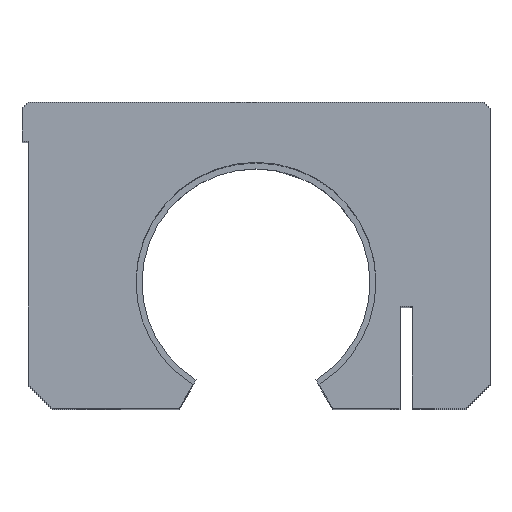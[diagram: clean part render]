
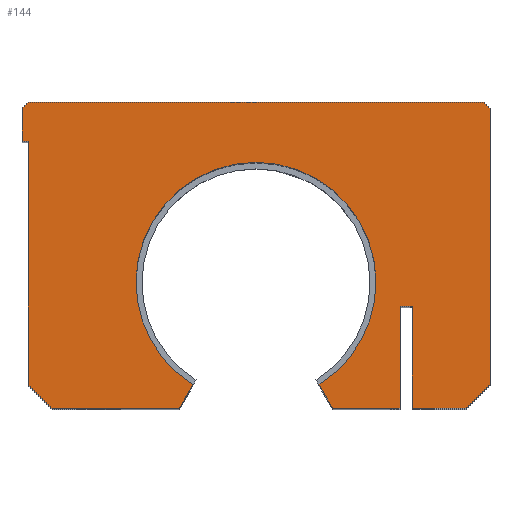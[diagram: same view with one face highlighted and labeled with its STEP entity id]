
A CAD part, top view. The second image highlights one B-rep face of the part: STEP entity #144.
In plain terms, the highlighted planar face has unit normal (0, 0, 1).
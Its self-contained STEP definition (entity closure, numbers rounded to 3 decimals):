
#144 = ADVANCED_FACE( '', ( #346 ), #347, .T. );
#346 = FACE_OUTER_BOUND( '', #627, .T. );
#347 = PLANE( '', #628 );
#627 = EDGE_LOOP( '', ( #1009, #1010, #1011, #1012, #1013, #1014, #1015, #1016, #1017, #1018, #1019, #1020, #1021, #1022, #1023, #1024, #1025, #1026 ) );
#628 = AXIS2_PLACEMENT_3D( '', #1027, #1028, #1029 );
#1009 = ORIENTED_EDGE( '', *, *, #1627, .T. );
#1010 = ORIENTED_EDGE( '', *, *, #1628, .F. );
#1011 = ORIENTED_EDGE( '', *, *, #1629, .T. );
#1012 = ORIENTED_EDGE( '', *, *, #1603, .T. );
#1013 = ORIENTED_EDGE( '', *, *, #1630, .T. );
#1014 = ORIENTED_EDGE( '', *, *, #1631, .F. );
#1015 = ORIENTED_EDGE( '', *, *, #1632, .T. );
#1016 = ORIENTED_EDGE( '', *, *, #1633, .T. );
#1017 = ORIENTED_EDGE( '', *, *, #1634, .T. );
#1018 = ORIENTED_EDGE( '', *, *, #1635, .T. );
#1019 = ORIENTED_EDGE( '', *, *, #1636, .T. );
#1020 = ORIENTED_EDGE( '', *, *, #1563, .T. );
#1021 = ORIENTED_EDGE( '', *, *, #1637, .T. );
#1022 = ORIENTED_EDGE( '', *, *, #1638, .T. );
#1023 = ORIENTED_EDGE( '', *, *, #1639, .T. );
#1024 = ORIENTED_EDGE( '', *, *, #1534, .T. );
#1025 = ORIENTED_EDGE( '', *, *, #1593, .T. );
#1026 = ORIENTED_EDGE( '', *, *, #1640, .F. );
#1027 = CARTESIAN_POINT( '', ( 0., 0., 130. ) );
#1028 = DIRECTION( '', ( 0., 0., 1. ) );
#1029 = DIRECTION( '', ( 1., 0., 0. ) );
#1534 = EDGE_CURVE( '', #1810, #1808, #1811, .T. );
#1563 = EDGE_CURVE( '', #1861, #1859, #1862, .T. );
#1593 = EDGE_CURVE( '', #1808, #1909, #1912, .T. );
#1603 = EDGE_CURVE( '', #1928, #1926, #1929, .T. );
#1627 = EDGE_CURVE( '', #1965, #1966, #1967, .T. );
#1628 = EDGE_CURVE( '', #1968, #1966, #1969, .T. );
#1629 = EDGE_CURVE( '', #1968, #1928, #1970, .T. );
#1630 = EDGE_CURVE( '', #1926, #1971, #1972, .T. );
#1631 = EDGE_CURVE( '', #1973, #1971, #1974, .T. );
#1632 = EDGE_CURVE( '', #1973, #1975, #1976, .T. );
#1633 = EDGE_CURVE( '', #1975, #1977, #1978, .T. );
#1634 = EDGE_CURVE( '', #1977, #1979, #1980, .T. );
#1635 = EDGE_CURVE( '', #1979, #1981, #1982, .T. );
#1636 = EDGE_CURVE( '', #1981, #1861, #1983, .T. );
#1637 = EDGE_CURVE( '', #1859, #1984, #1985, .T. );
#1638 = EDGE_CURVE( '', #1984, #1986, #1987, .T. );
#1639 = EDGE_CURVE( '', #1986, #1810, #1988, .T. );
#1640 = EDGE_CURVE( '', #1965, #1909, #1989, .T. );
#1808 = VERTEX_POINT( '', #2272 );
#1810 = VERTEX_POINT( '', #2275 );
#1811 = LINE( '', #2276, #2277 );
#1859 = VERTEX_POINT( '', #2342 );
#1861 = VERTEX_POINT( '', #2345 );
#1862 = LINE( '', #2346, #2347 );
#1909 = VERTEX_POINT( '', #2406 );
#1912 = LINE( '', #2410, #2411 );
#1926 = VERTEX_POINT( '', #2430 );
#1928 = VERTEX_POINT( '', #2433 );
#1929 = LINE( '', #2434, #2435 );
#1965 = VERTEX_POINT( '', #2484 );
#1966 = VERTEX_POINT( '', #2485 );
#1967 = CIRCLE( '', #2486, 20. );
#1968 = VERTEX_POINT( '', #2487 );
#1969 = LINE( '', #2488, #2489 );
#1970 = LINE( '', #2490, #2491 );
#1971 = VERTEX_POINT( '', #2492 );
#1972 = LINE( '', #2493, #2494 );
#1973 = VERTEX_POINT( '', #2495 );
#1974 = LINE( '', #2496, #2497 );
#1975 = VERTEX_POINT( '', #2498 );
#1976 = LINE( '', #2499, #2500 );
#1977 = VERTEX_POINT( '', #2501 );
#1978 = LINE( '', #2502, #2503 );
#1979 = VERTEX_POINT( '', #2504 );
#1980 = LINE( '', #2505, #2506 );
#1981 = VERTEX_POINT( '', #2507 );
#1982 = LINE( '', #2508, #2509 );
#1983 = LINE( '', #2510, #2511 );
#1984 = VERTEX_POINT( '', #2512 );
#1985 = LINE( '', #2513, #2514 );
#1986 = VERTEX_POINT( '', #2515 );
#1987 = LINE( '', #2516, #2517 );
#1988 = LINE( '', #2518, #2519 );
#1989 = LINE( '', #2520, #2521 );
#2272 = CARTESIAN_POINT( '', ( -34., 0., 130. ) );
#2275 = CARTESIAN_POINT( '', ( -38., 4., 130. ) );
#2276 = CARTESIAN_POINT( '', ( -38., 4., 130. ) );
#2277 = VECTOR( '', #2919, 1000. );
#2342 = CARTESIAN_POINT( '', ( -39., 50., 130. ) );
#2345 = CARTESIAN_POINT( '', ( -38., 51., 130. ) );
#2346 = CARTESIAN_POINT( '', ( -38., 51., 130. ) );
#2347 = VECTOR( '', #2950, 1000. );
#2406 = CARTESIAN_POINT( '', ( -12.797, 0., 130. ) );
#2410 = CARTESIAN_POINT( '', ( -34., 0., 130. ) );
#2411 = VECTOR( '', #2991, 1000. );
#2430 = CARTESIAN_POINT( '', ( 24., 17., 130. ) );
#2433 = CARTESIAN_POINT( '', ( 24., 0., 130. ) );
#2434 = CARTESIAN_POINT( '', ( 24., 0., 130. ) );
#2435 = VECTOR( '', #3004, 1000. );
#2484 = CARTESIAN_POINT( '', ( -10.5, 3.978, 130. ) );
#2485 = CARTESIAN_POINT( '', ( 10.5, 3.978, 130. ) );
#2486 = AXIS2_PLACEMENT_3D( '', #3030, #3031, #3032 );
#2487 = CARTESIAN_POINT( '', ( 12.797, 0., 130. ) );
#2488 = CARTESIAN_POINT( '', ( 13.374, -1., 130. ) );
#2489 = VECTOR( '', #3033, 1000. );
#2490 = CARTESIAN_POINT( '', ( -34., 0., 130. ) );
#2491 = VECTOR( '', #3034, 1000. );
#2492 = CARTESIAN_POINT( '', ( 26., 17., 130. ) );
#2493 = CARTESIAN_POINT( '', ( 0., 17., 130. ) );
#2494 = VECTOR( '', #3035, 1000. );
#2495 = CARTESIAN_POINT( '', ( 26., 0., 130. ) );
#2496 = CARTESIAN_POINT( '', ( 26., 0., 130. ) );
#2497 = VECTOR( '', #3036, 1000. );
#2498 = CARTESIAN_POINT( '', ( 35., 0., 130. ) );
#2499 = CARTESIAN_POINT( '', ( -34., 0., 130. ) );
#2500 = VECTOR( '', #3037, 1000. );
#2501 = CARTESIAN_POINT( '', ( 39., 4., 130. ) );
#2502 = CARTESIAN_POINT( '', ( 35., 0., 130. ) );
#2503 = VECTOR( '', #3038, 1000. );
#2504 = CARTESIAN_POINT( '', ( 39., 50., 130. ) );
#2505 = CARTESIAN_POINT( '', ( 39., 4., 130. ) );
#2506 = VECTOR( '', #3039, 1000. );
#2507 = CARTESIAN_POINT( '', ( 38., 51., 130. ) );
#2508 = CARTESIAN_POINT( '', ( 39., 50., 130. ) );
#2509 = VECTOR( '', #3040, 1000. );
#2510 = CARTESIAN_POINT( '', ( 38., 51., 130. ) );
#2511 = VECTOR( '', #3041, 1000. );
#2512 = CARTESIAN_POINT( '', ( -39., 44.5, 130. ) );
#2513 = CARTESIAN_POINT( '', ( -39., 50., 130. ) );
#2514 = VECTOR( '', #3042, 1000. );
#2515 = CARTESIAN_POINT( '', ( -38., 44.5, 130. ) );
#2516 = CARTESIAN_POINT( '', ( -39., 44.5, 130. ) );
#2517 = VECTOR( '', #3043, 1000. );
#2518 = CARTESIAN_POINT( '', ( -38., 44.5, 130. ) );
#2519 = VECTOR( '', #3044, 1000. );
#2520 = CARTESIAN_POINT( '', ( 0., 22.164, 130. ) );
#2521 = VECTOR( '', #3045, 1000. );
#2919 = DIRECTION( '', ( 0.707, -0.707, 0. ) );
#2950 = DIRECTION( '', ( -0.707, -0.707, 0. ) );
#2991 = DIRECTION( '', ( 1., 0., 0. ) );
#3004 = DIRECTION( '', ( 0., 1., 0. ) );
#3030 = CARTESIAN_POINT( '', ( 0., 21., 130. ) );
#3031 = DIRECTION( '', ( 0., 0., -1. ) );
#3032 = DIRECTION( '', ( -1., 0., 0. ) );
#3033 = DIRECTION( '', ( -0.5, 0.866, 0. ) );
#3034 = DIRECTION( '', ( 1., 0., 0. ) );
#3035 = DIRECTION( '', ( 1., 0., 0. ) );
#3036 = DIRECTION( '', ( 0., 1., 0. ) );
#3037 = DIRECTION( '', ( 1., 0., 0. ) );
#3038 = DIRECTION( '', ( 0.707, 0.707, 0. ) );
#3039 = DIRECTION( '', ( 0., 1., 0. ) );
#3040 = DIRECTION( '', ( -0.707, 0.707, 0. ) );
#3041 = DIRECTION( '', ( -1., 0., 0. ) );
#3042 = DIRECTION( '', ( 0., -1., 0. ) );
#3043 = DIRECTION( '', ( 1., 0., 0. ) );
#3044 = DIRECTION( '', ( 0., -1., 0. ) );
#3045 = DIRECTION( '', ( -0.5, -0.866, 0. ) );
